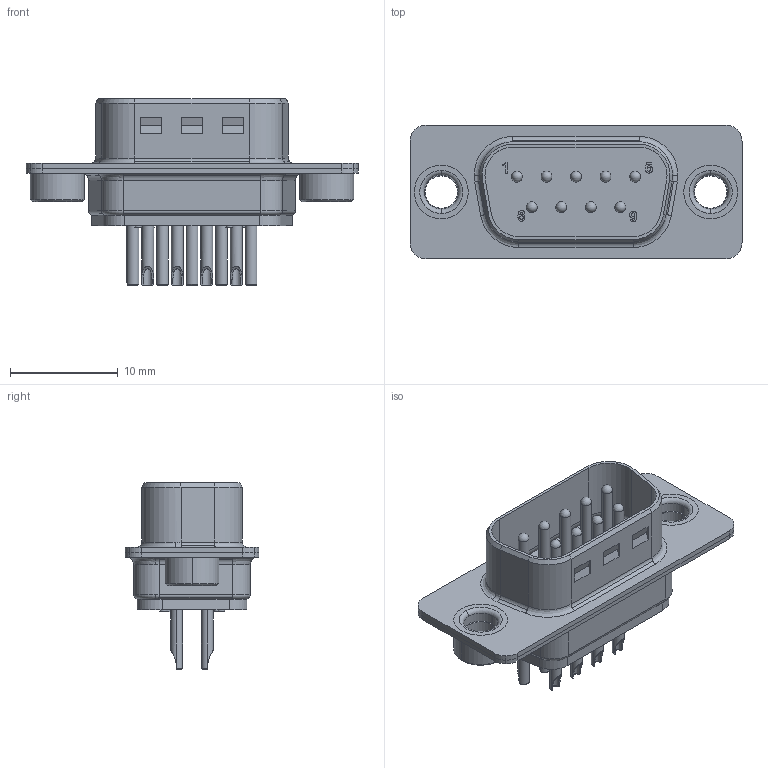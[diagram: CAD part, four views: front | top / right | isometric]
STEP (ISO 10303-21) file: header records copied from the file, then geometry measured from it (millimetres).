
FILE_DESCRIPTION((''),'2;1');
FILE_NAME('210113023.stp','2007-11-09T07:28:42',('martin.rickli'),(''),'Autodesk Inventor 9','Autodesk Inventor 9','');
FILE_SCHEMA(('AUTOMOTIVE_DESIGN { 1 0 10303 214 1 1 1 1 }'));
Length unit declared in the file: millimetre
Products named in the file (7): 052092; 00032a_09; R+B00100e; R+B00143b; DE002584; R+B00140; R+B00108b_male
Assembly tree (15 placements, depth 2):
  052092
    00032a_09
    R+B00100e  x9
    R+B00143b
    DE002584
    R+B00140
    R+B00108b_male  x2
Bounding box: 30.8 x 12.4 x 17.3 mm (x, y, z)
Volume: 1102 mm3; surface area: 3741.1 mm2
Topology: 15 solids, 15 shells, 1865 faces, 4620 edges, 2807 vertices
Faces by surface type: plane 1337, cylinder 238, bspline 166, cone 93, torus 22, sphere 9
Entity records: 20210 total; most frequent: CARTESIAN_POINT 6713, ORIENTED_EDGE 2818, DIRECTION 2780, EDGE_CURVE 1409, AXIS2_PLACEMENT_3D 1016, VERTEX_POINT 896, VECTOR 748, LINE 748
